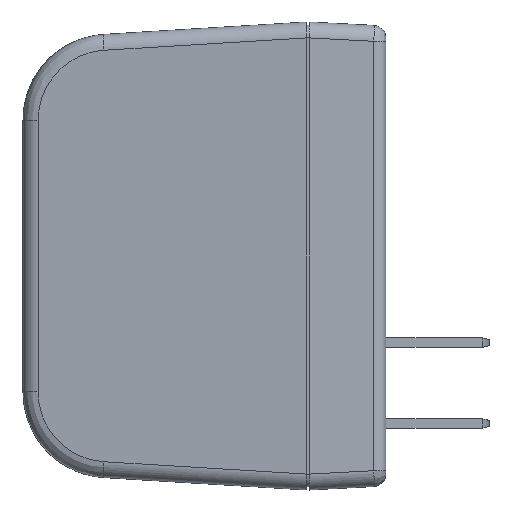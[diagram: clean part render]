
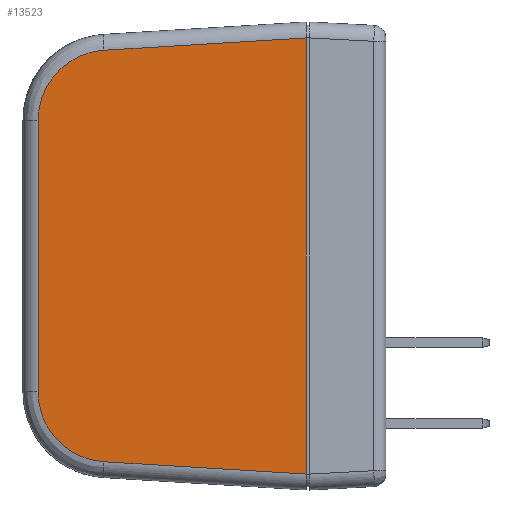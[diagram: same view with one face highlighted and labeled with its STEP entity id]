
A CAD part, left-side view. The second image highlights one B-rep face of the part: STEP entity #13523.
In plain terms, the highlighted face is planar.
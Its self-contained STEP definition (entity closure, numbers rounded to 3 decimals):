
#7856=DIRECTION('',(0.061,0.997,-0.044));
#7857=VECTOR('',#7856,31.87);
#7858=CARTESIAN_POINT('',(-34.251,0.5,
17.5));
#7859=LINE('',#7858,#7857);
#7860=CARTESIAN_POINT('',(-32.308,32.281,16.112));
#7861=CARTESIAN_POINT('',(-32.308,32.287,16.112));
#7862=CARTESIAN_POINT('',(-32.285,32.659,16.096));
#7863=CARTESIAN_POINT('',(-32.121,34.091,16.033));
#7864=CARTESIAN_POINT('',(-31.393,36.375,15.934));
#7865=CARTESIAN_POINT('',(-29.603,39.122,15.814));
#7866=CARTESIAN_POINT('',(-26.818,41.39,15.715));
#7867=CARTESIAN_POINT('',(-23.837,42.452,15.668));
#7868=CARTESIAN_POINT('',(-21.934,42.609,15.661));
#7869=CARTESIAN_POINT('',(-21.329,42.609,15.661));
#7871=CARTESIAN_POINT('',(21.329,42.609,15.661));
#7872=CARTESIAN_POINT('',(21.653,42.609,15.661));
#7873=CARTESIAN_POINT('',(22.3,42.58,15.663));
#7874=CARTESIAN_POINT('',(23.273,42.45,15.668));
#7875=CARTESIAN_POINT('',(24.232,42.234,15.678));
#7876=CARTESIAN_POINT('',(25.168,41.932,15.691));
#7877=CARTESIAN_POINT('',(26.07,41.55,15.708));
#7878=CARTESIAN_POINT('',(26.935,41.089,15.728));
#7879=CARTESIAN_POINT('',(27.756,40.553,15.751));
#7880=CARTESIAN_POINT('',(28.527,39.946,15.778));
#7881=CARTESIAN_POINT('',(29.242,39.271,15.807));
#7882=CARTESIAN_POINT('',(29.891,38.538,15.839));
#7883=CARTESIAN_POINT('',(30.471,37.752,15.874));
#7884=CARTESIAN_POINT('',(30.981,36.916,15.91));
#7885=CARTESIAN_POINT('',(31.413,36.04,15.948));
#7886=CARTESIAN_POINT('',(31.766,35.132,15.988));
#7887=CARTESIAN_POINT('',(32.035,34.198,16.029));
#7888=CARTESIAN_POINT('',(32.222,33.232,16.071));
#7889=CARTESIAN_POINT('',(32.289,32.598,16.098));
#7890=CARTESIAN_POINT('',(32.308,32.281,16.112));
#7892=DIRECTION('',(0.061,-0.997,0.044));
#7893=VECTOR('',#7892,31.87);
#7894=CARTESIAN_POINT('',(32.308,32.281,16.112));
#7895=LINE('',#7894,#7893);
#7896=DIRECTION('',(-1.,0.,0.));
#7897=VECTOR('',#7896,68.503);
#7898=CARTESIAN_POINT('',(34.251,0.5,17.5));
#7899=LINE('',#7898,#7897);
#7910=DIRECTION('',(-1.,0.,0.));
#7911=VECTOR('',#7910,42.657);
#7912=CARTESIAN_POINT('',(21.329,42.609,15.661));
#7913=LINE('',#7912,#7911);
#8010=CARTESIAN_POINT('',(34.251,0.5,17.5));
#12279=CARTESIAN_POINT('',(32.308,32.281,16.112));
#12280=VERTEX_POINT('',#12279);
#12281=VERTEX_POINT('',#8010);
#12282=VERTEX_POINT('',#7871);
#12283=CARTESIAN_POINT('',(-34.251,0.5,
17.5));
#12284=CARTESIAN_POINT('',(-32.308,32.281,
16.112));
#12285=VERTEX_POINT('',#12283);
#12286=VERTEX_POINT('',#12284);
#12287=VERTEX_POINT('',#7869);
#13506=CARTESIAN_POINT('',(-37.773,-0.493,
17.543));
#13507=DIRECTION('',(0.,0.044,0.999));
#13508=DIRECTION('',(1.,0.,0.));
#13509=AXIS2_PLACEMENT_3D('',#13506,#13507,#13508);
#13510=PLANE('',#13509);
#13512=ORIENTED_EDGE('',*,*,#13511,.T.);
#13514=ORIENTED_EDGE('',*,*,#13513,.T.);
#13516=ORIENTED_EDGE('',*,*,#13515,.F.);
#13517=ORIENTED_EDGE('',*,*,#13498,.T.);
#13518=ORIENTED_EDGE('',*,*,#13428,.T.);
#13520=ORIENTED_EDGE('',*,*,#13519,.T.);
#13521=EDGE_LOOP('',(#13512,#13514,#13516,#13517,#13518,#13520));
#13522=FACE_OUTER_BOUND('',#13521,.F.);
#13523=ADVANCED_FACE('',(#13522),#13510,.T.);
#7870=B_SPLINE_CURVE_WITH_KNOTS('',3,(#7860,#7861,#7862,#7863,#7864,#7865,#7866,
#7867,#7868,#7869),.UNSPECIFIED.,.F.,.F.,(4,1,1,1,1,1,1,4),(0.,
0.001,0.072,0.25,0.438,
0.656,0.891,1.),.UNSPECIFIED.);
#7891=B_SPLINE_CURVE_WITH_KNOTS('',3,(#7871,#7872,#7873,#7874,#7875,#7876,#7877,
#7878,#7879,#7880,#7881,#7882,#7883,#7884,#7885,#7886,#7887,#7888,#7889,#7890),
.UNSPECIFIED.,.F.,.F.,(4,1,1,1,1,1,1,1,1,1,1,1,1,1,1,1,1,4),(0.,
0.059,0.118,0.176,0.235,
0.294,0.353,0.412,0.471,
0.529,0.588,0.647,0.706,
0.765,0.824,0.882,0.941,1.),
.UNSPECIFIED.);
#13428=EDGE_CURVE('',#12280,#12281,#7895,.T.);
#13498=EDGE_CURVE('',#12282,#12280,#7891,.T.);
#13511=EDGE_CURVE('',#12285,#12286,#7859,.T.);
#13513=EDGE_CURVE('',#12286,#12287,#7870,.T.);
#13515=EDGE_CURVE('',#12282,#12287,#7913,.T.);
#13519=EDGE_CURVE('',#12281,#12285,#7899,.T.);
